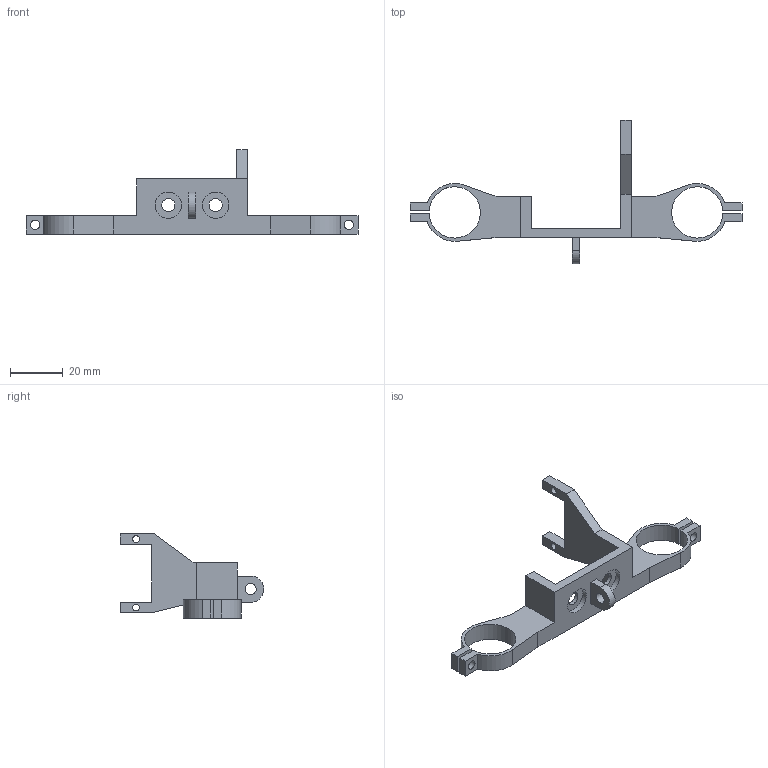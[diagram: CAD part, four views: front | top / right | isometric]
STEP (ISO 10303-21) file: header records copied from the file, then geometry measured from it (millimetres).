
FILE_DESCRIPTION(/* description */ (''),/* implementation_level */ '2;1');
FILE_NAME(/* name */ 'Component1.step',/* time_stamp */ '2024-11-21T18:50:07+01:00',/* author */ (''),/* organization */ (''),/* preprocessor_version */ 'ST-DEVELOPER v20',/* originating_system */ 'Autodesk Translation Framework v13.20.0.188',/* authorisation */ '');
FILE_SCHEMA (('AUTOMOTIVE_DESIGN { 1 0 10303 214 3 1 1 }'));
Length unit declared in the file: millimetre
Products named in the file (1): FusionComponent
Bounding box: 126.14 x 54.54 x 32 mm (x, y, z)
Volume: 11958.2 mm3; surface area: 8892.2 mm2
Topology: 1 solids, 1 shells, 62 faces, 171 edges, 114 vertices
Faces by surface type: plane 44, cylinder 18
Full cylindrical faces by diameter (mm): 2.541 x1, 2.635 x1, 3.5 x4, 4.2 x1, 5 x2, 10 x2
Entity records: 2040 total; most frequent: CARTESIAN_POINT 348, ORIENTED_EDGE 342, DIRECTION 333, EDGE_CURVE 171, LINE 135, VECTOR 135, VERTEX_POINT 114, AXIS2_PLACEMENT_3D 99
